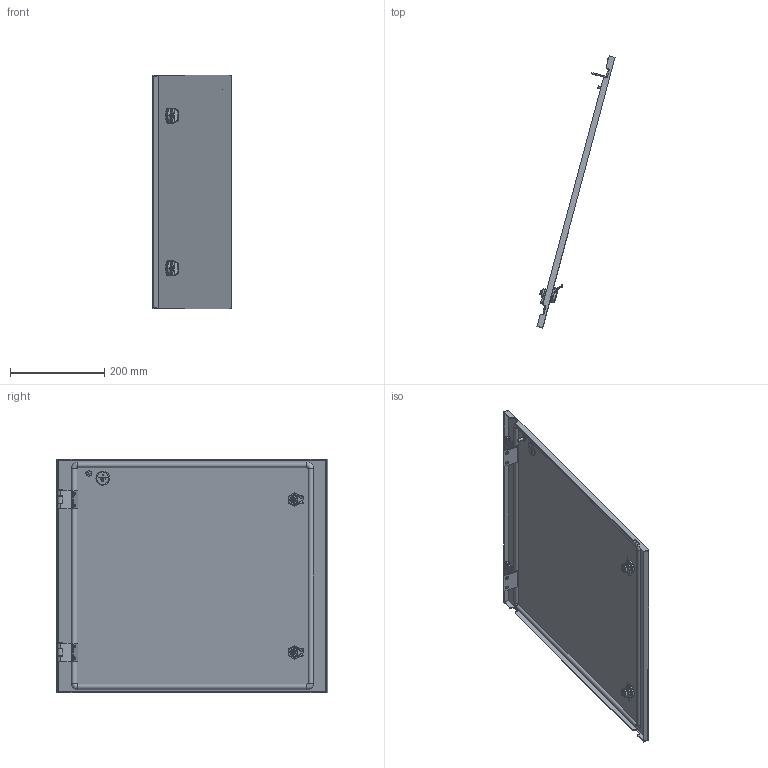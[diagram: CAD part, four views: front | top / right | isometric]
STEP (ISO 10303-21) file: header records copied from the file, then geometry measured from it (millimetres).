
FILE_DESCRIPTION (( 'STEP AP203' ), '1' );
FILE_NAME ('FO-00-ESD-050-060 FORMAT Äâåðü ñåêö. âíåø. 500õ600 IEK.STEP', '2024-07-09T08:59:35', ( '' ), ( '' ), 'SwSTEP 2.0', 'SolidWorks 2022', '' );
FILE_SCHEMA (( 'CONFIG_CONTROL_DESIGN' ));
Products named in the file (1): FO-00-ESD-050-060 FORMAT Дверь секц. внеш. 500х600 IEK
Bounding box: 165.93 x 578 x 496 mm (x, y, z)
Volume: 796429.4 mm3; surface area: 691574.5 mm2
Topology: 7 solids, 18 shells, 1844 faces, 5133 edges, 3240 vertices
Faces by surface type: cylinder 576, plane 558, bspline 434, sphere 114, cone 100, torus 62
Entity records: 109278 total; most frequent: CARTESIAN_POINT 66292, ORIENTED_EDGE 10238, DIRECTION 7403, EDGE_CURVE 5119, VERTEX_POINT 3238, AXIS2_PLACEMENT_3D 2681, VECTOR 2041, LINE 2041
